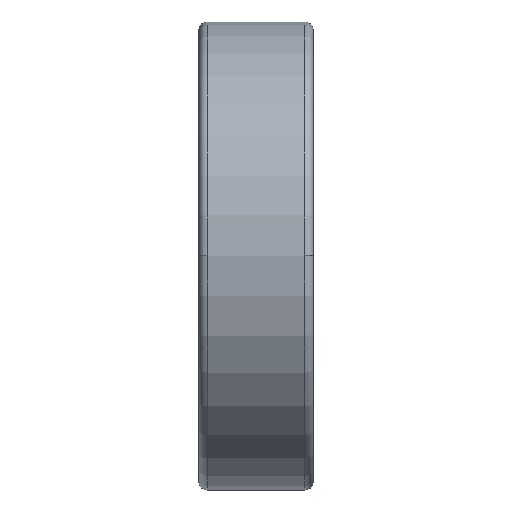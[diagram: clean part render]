
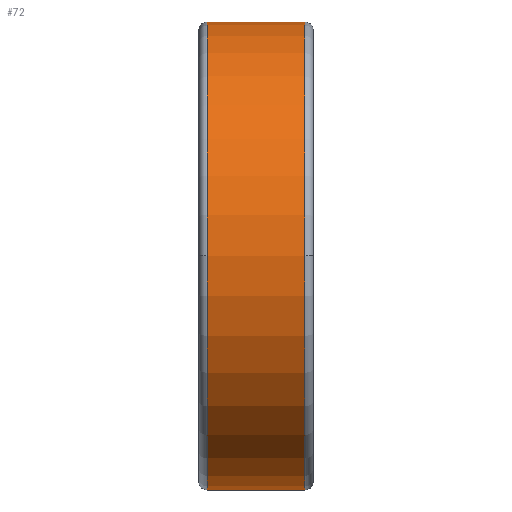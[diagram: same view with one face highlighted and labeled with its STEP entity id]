
A CAD part, top view. The second image highlights one B-rep face of the part: STEP entity #72.
In plain terms, the highlighted cylindrical face has radius 55 mm (diameter 110 mm), a partial arc.
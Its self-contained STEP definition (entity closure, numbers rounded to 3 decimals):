
#72=ADVANCED_FACE('',(#207),#208,.T.);
#207=FACE_OUTER_BOUND('',#527,.T.);
#208=CYLINDRICAL_SURFACE('',#528,55.0);
#527=EDGE_LOOP('',(#861,#862,#863,#864,#865,#866));
#528=AXIS2_PLACEMENT_3D('',#867,#868,#869);
#861=ORIENTED_EDGE('',*,*,#1815,.F.);
#862=ORIENTED_EDGE('',*,*,#1816,.T.);
#863=ORIENTED_EDGE('',*,*,#1817,.T.);
#864=ORIENTED_EDGE('',*,*,#1818,.F.);
#865=ORIENTED_EDGE('',*,*,#1819,.F.);
#866=ORIENTED_EDGE('',*,*,#1811,.F.);
#867=CARTESIAN_POINT('',(13.5,0.0,0.0));
#868=DIRECTION('',(1.0,0.0,0.0));
#869=DIRECTION('',(0.0,1.0,0.0));
#1811=EDGE_CURVE('',#2100,#2102,#2103,.T.);
#1815=EDGE_CURVE('',#2109,#2100,#2110,.T.);
#1816=EDGE_CURVE('',#2109,#2111,#2112,.T.);
#1817=EDGE_CURVE('',#2111,#2113,#2114,.T.);
#1818=EDGE_CURVE('',#2115,#2113,#2116,.T.);
#1819=EDGE_CURVE('',#2102,#2115,#2117,.T.);
#2100=VERTEX_POINT('',#2588);
#2102=VERTEX_POINT('',#2590);
#2103=CIRCLE('',#2591,55.0);
#2109=VERTEX_POINT('',#2597);
#2110=LINE('',#2598,#2599);
#2111=VERTEX_POINT('',#2600);
#2112=CIRCLE('',#2601,55.0);
#2113=VERTEX_POINT('',#2602);
#2114=CIRCLE('',#2603,55.0);
#2115=VERTEX_POINT('',#2604);
#2116=LINE('',#2605,#2606);
#2117=CIRCLE('',#2607,55.0);
#2588=CARTESIAN_POINT('',(25.0,55.0,0.0));
#2590=CARTESIAN_POINT('',(25.0,0.,55.0));
#2591=AXIS2_PLACEMENT_3D('',#4863,#4864,#4865);
#2597=CARTESIAN_POINT('',(2.0,55.0,0.0));
#2598=CARTESIAN_POINT('',(13.5,55.0,0.));
#2599=VECTOR('',#4875,1.0);
#2600=CARTESIAN_POINT('',(2.0,0.,55.0));
#2601=AXIS2_PLACEMENT_3D('',#4876,#4877,#4878);
#2602=CARTESIAN_POINT('',(2.0,-55.0,0.));
#2603=AXIS2_PLACEMENT_3D('',#4879,#4880,#4881);
#2604=CARTESIAN_POINT('',(25.0,-55.0,0.));
#2605=CARTESIAN_POINT('',(13.5,-55.0,0.));
#2606=VECTOR('',#4882,1.0);
#2607=AXIS2_PLACEMENT_3D('',#4883,#4884,#4885);
#4863=CARTESIAN_POINT('',(25.0,0.0,0.0));
#4864=DIRECTION('',(1.0,0.0,0.0));
#4865=DIRECTION('',(0.0,1.0,0.0));
#4875=DIRECTION('',(1.0,0.0,0.0));
#4876=CARTESIAN_POINT('',(2.0,0.0,0.0));
#4877=DIRECTION('',(1.0,0.0,0.0));
#4878=DIRECTION('',(0.0,1.0,0.0));
#4879=CARTESIAN_POINT('',(2.0,0.0,0.0));
#4880=DIRECTION('',(1.0,0.0,0.0));
#4881=DIRECTION('',(0.0,1.0,0.0));
#4882=DIRECTION('',(-1.0,-0.0,-0.0));
#4883=CARTESIAN_POINT('',(25.0,0.0,0.0));
#4884=DIRECTION('',(1.0,0.0,0.0));
#4885=DIRECTION('',(0.0,1.0,0.0));
